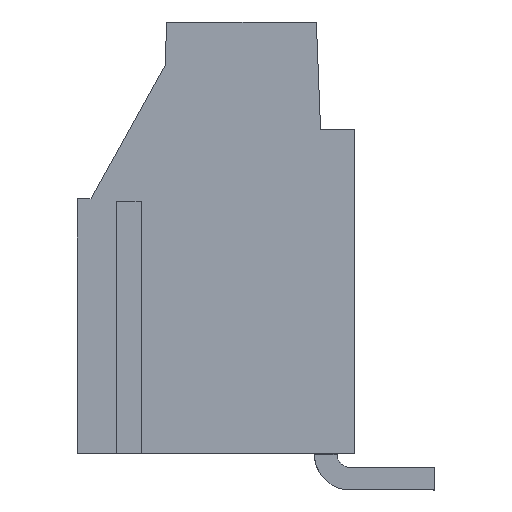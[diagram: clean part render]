
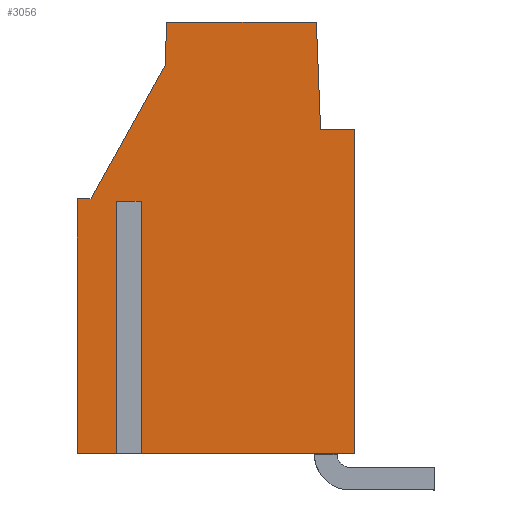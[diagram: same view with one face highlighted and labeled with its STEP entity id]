
A CAD part, left-side view. The second image highlights one B-rep face of the part: STEP entity #3056.
In plain terms, the highlighted planar face has unit normal (-1, 0, 0).
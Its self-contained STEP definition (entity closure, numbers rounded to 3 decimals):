
#2971=AXIS2_PLACEMENT_3D('Plane Axis2P3D',#2968,#2969,#2970) ;
#2536=CARTESIAN_POINT('Vertex',(0.65,3.2,14.3)) ;
#2539=CARTESIAN_POINT('Line Origine',(0.65,3.2,7.875)) ;
#2543=CARTESIAN_POINT('Vertex',(0.65,3.2,1.45)) ;
#2667=CARTESIAN_POINT('Vertex',(0.65,4.705,18.57)) ;
#2670=CARTESIAN_POINT('Line Origine',(0.65,4.622,16.435)) ;
#2674=CARTESIAN_POINT('Vertex',(0.65,4.538,14.3)) ;
#2941=CARTESIAN_POINT('Line Origine',(0.65,3.869,14.3)) ;
#2968=CARTESIAN_POINT('Axis2P3D Location',(0.65,-1.268,0.)) ;
#2973=CARTESIAN_POINT('Line Origine',(0.65,12.35,6.45)) ;
#2977=CARTESIAN_POINT('Vertex',(0.65,12.35,1.45)) ;
#2979=CARTESIAN_POINT('Vertex',(0.65,12.35,11.45)) ;
#2982=CARTESIAN_POINT('Line Origine',(0.65,12.15,11.45)) ;
#2986=CARTESIAN_POINT('Vertex',(0.65,11.95,11.45)) ;
#2989=CARTESIAN_POINT('Line Origine',(0.65,11.95,6.45)) ;
#2993=CARTESIAN_POINT('Vertex',(0.65,11.95,1.45)) ;
#2996=CARTESIAN_POINT('Line Origine',(0.65,7.575,1.45)) ;
#3001=CARTESIAN_POINT('Line Origine',(0.65,7.676,18.57)) ;
#3005=CARTESIAN_POINT('Vertex',(0.65,10.646,18.57)) ;
#3008=CARTESIAN_POINT('Line Origine',(0.65,10.676,17.71)) ;
#3012=CARTESIAN_POINT('Vertex',(0.65,10.706,16.849)) ;
#3015=CARTESIAN_POINT('Line Origine',(0.65,12.176,14.2)) ;
#3019=CARTESIAN_POINT('Vertex',(0.65,13.645,11.55)) ;
#3022=CARTESIAN_POINT('Line Origine',(0.65,13.923,11.55)) ;
#3026=CARTESIAN_POINT('Vertex',(0.65,14.2,11.55)) ;
#3029=CARTESIAN_POINT('Line Origine',(0.65,14.2,6.5)) ;
#3033=CARTESIAN_POINT('Vertex',(0.65,14.2,1.45)) ;
#3036=CARTESIAN_POINT('Line Origine',(0.65,13.275,1.45)) ;
#2540=DIRECTION('Vector Direction',(0.,0.,1.)) ;
#2671=DIRECTION('Vector Direction',(0.,-0.039,-0.999)) ;
#2942=DIRECTION('Vector Direction',(0.,1.,0.)) ;
#2969=DIRECTION('Axis2P3D Direction',(1.,0.,0.)) ;
#2970=DIRECTION('Axis2P3D XDirection',(0.,1.,0.)) ;
#2974=DIRECTION('Vector Direction',(0.,0.,1.)) ;
#2983=DIRECTION('Vector Direction',(0.,-1.,0.)) ;
#2990=DIRECTION('Vector Direction',(0.,0.,1.)) ;
#2997=DIRECTION('Vector Direction',(0.,1.,0.)) ;
#3002=DIRECTION('Vector Direction',(0.,1.,0.)) ;
#3009=DIRECTION('Vector Direction',(0.,0.035,-0.999)) ;
#3016=DIRECTION('Vector Direction',(0.,-0.485,0.875)) ;
#3023=DIRECTION('Vector Direction',(0.,-1.,0.)) ;
#3030=DIRECTION('Vector Direction',(0.,0.,-1.)) ;
#3037=DIRECTION('Vector Direction',(0.,1.,0.)) ;
#2541=VECTOR('Line Direction',#2540,1.) ;
#2672=VECTOR('Line Direction',#2671,1.) ;
#2943=VECTOR('Line Direction',#2942,1.) ;
#2975=VECTOR('Line Direction',#2974,1.) ;
#2984=VECTOR('Line Direction',#2983,1.) ;
#2991=VECTOR('Line Direction',#2990,1.) ;
#2998=VECTOR('Line Direction',#2997,1.) ;
#3003=VECTOR('Line Direction',#3002,1.) ;
#3010=VECTOR('Line Direction',#3009,1.) ;
#3017=VECTOR('Line Direction',#3016,1.) ;
#3024=VECTOR('Line Direction',#3023,1.) ;
#3031=VECTOR('Line Direction',#3030,1.) ;
#3038=VECTOR('Line Direction',#3037,1.) ;
#3042=ORIENTED_EDGE('',*,*,#2981,.T.) ;
#3043=ORIENTED_EDGE('',*,*,#2988,.T.) ;
#3044=ORIENTED_EDGE('',*,*,#2995,.F.) ;
#3045=ORIENTED_EDGE('',*,*,#3000,.F.) ;
#3046=ORIENTED_EDGE('',*,*,#2545,.F.) ;
#3047=ORIENTED_EDGE('',*,*,#2945,.F.) ;
#3048=ORIENTED_EDGE('',*,*,#2676,.F.) ;
#3049=ORIENTED_EDGE('',*,*,#3007,.F.) ;
#3050=ORIENTED_EDGE('',*,*,#3014,.F.) ;
#3051=ORIENTED_EDGE('',*,*,#3021,.F.) ;
#3052=ORIENTED_EDGE('',*,*,#3028,.F.) ;
#3053=ORIENTED_EDGE('',*,*,#3035,.F.) ;
#3054=ORIENTED_EDGE('',*,*,#3040,.F.) ;
#3056=ADVANCED_FACE('2',(#3055),#2972,.F.) ;
#2545=EDGE_CURVE('',#2537,#2544,#2542,.F.) ;
#2676=EDGE_CURVE('',#2668,#2675,#2673,.T.) ;
#2945=EDGE_CURVE('',#2675,#2537,#2944,.F.) ;
#2981=EDGE_CURVE('',#2978,#2980,#2976,.T.) ;
#2988=EDGE_CURVE('',#2980,#2987,#2985,.T.) ;
#2995=EDGE_CURVE('',#2994,#2987,#2992,.T.) ;
#3000=EDGE_CURVE('',#2544,#2994,#2999,.T.) ;
#3007=EDGE_CURVE('',#3006,#2668,#3004,.F.) ;
#3014=EDGE_CURVE('',#3013,#3006,#3011,.F.) ;
#3021=EDGE_CURVE('',#3020,#3013,#3018,.T.) ;
#3028=EDGE_CURVE('',#3027,#3020,#3025,.T.) ;
#3035=EDGE_CURVE('',#3034,#3027,#3032,.F.) ;
#3040=EDGE_CURVE('',#2978,#3034,#3039,.T.) ;
#3041=EDGE_LOOP('',(#3042,#3043,#3044,#3045,#3046,#3047,#3048,#3049,#3050,#3051,#3052,#3053,#3054)) ;
#3055=FACE_OUTER_BOUND('',#3041,.T.) ;
#2542=LINE('Line',#2539,#2541) ;
#2673=LINE('Line',#2670,#2672) ;
#2944=LINE('Line',#2941,#2943) ;
#2976=LINE('Line',#2973,#2975) ;
#2985=LINE('Line',#2982,#2984) ;
#2992=LINE('Line',#2989,#2991) ;
#2999=LINE('Line',#2996,#2998) ;
#3004=LINE('Line',#3001,#3003) ;
#3011=LINE('Line',#3008,#3010) ;
#3018=LINE('Line',#3015,#3017) ;
#3025=LINE('Line',#3022,#3024) ;
#3032=LINE('Line',#3029,#3031) ;
#3039=LINE('Line',#3036,#3038) ;
#2972=PLANE('',#2971) ;
#2537=VERTEX_POINT('',#2536) ;
#2544=VERTEX_POINT('',#2543) ;
#2668=VERTEX_POINT('',#2667) ;
#2675=VERTEX_POINT('',#2674) ;
#2978=VERTEX_POINT('',#2977) ;
#2980=VERTEX_POINT('',#2979) ;
#2987=VERTEX_POINT('',#2986) ;
#2994=VERTEX_POINT('',#2993) ;
#3006=VERTEX_POINT('',#3005) ;
#3013=VERTEX_POINT('',#3012) ;
#3020=VERTEX_POINT('',#3019) ;
#3027=VERTEX_POINT('',#3026) ;
#3034=VERTEX_POINT('',#3033) ;
